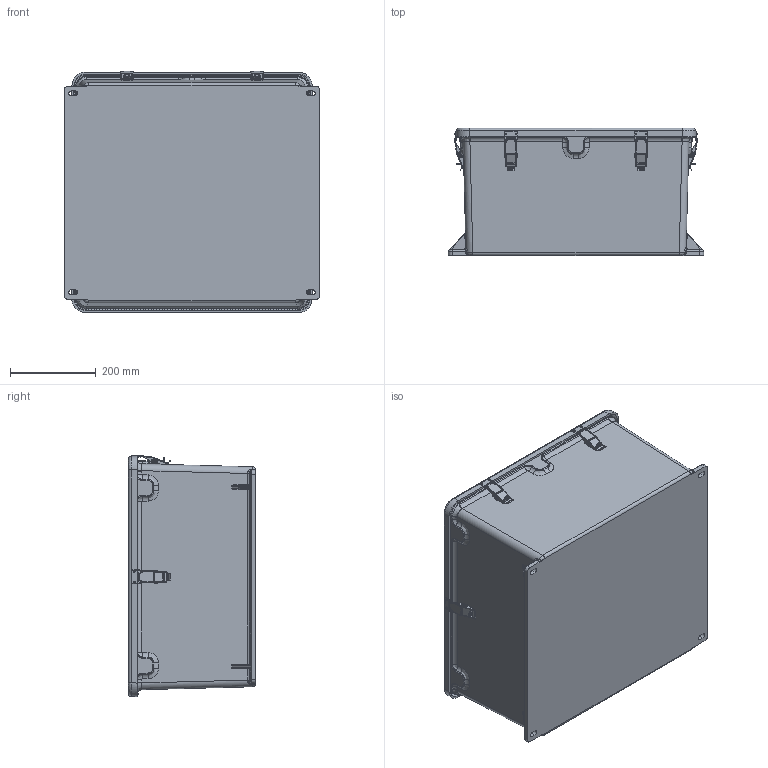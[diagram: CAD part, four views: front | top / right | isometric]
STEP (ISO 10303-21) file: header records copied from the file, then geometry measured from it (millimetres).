
FILE_DESCRIPTION (( 'STEP AP214' ), '1' );
FILE_NAME ('M2020HPL.STEP', '2018-11-07T20:36:15', ( '' ), ( '' ), 'SwSTEP 2.0', 'SolidWorks 2018', '' );
FILE_SCHEMA (( 'AUTOMOTIVE_DESIGN' ));
Length unit declared in the file: inch
Products named in the file (1): M2020HPL
Bounding box: 596.9 x 297.21 x 564.47 mm (x, y, z)
Volume: 7125337.8 mm3; surface area: 2644300.3 mm2
Topology: 62 solids, 62 shells, 2139 faces, 5433 edges, 3418 vertices
Faces by surface type: cylinder 878, plane 803, bspline 400, cone 58
Full cylindrical faces by diameter (mm): 2.159 x79, 2.64 x28, 3.048 x4, 3.175 x28, 3.302 x8, 3.327 x12, 3.429 x36, 3.531 x28, 3.556 x8, 4.306 x8, 5.182 x4, 7.62 x8, 7.874 x2, 7.937 x2, 7.938 x2, 9.525 x4, 9.931 x4
Entity records: 112879 total; most frequent: CARTESIAN_POINT 37087, ORIENTED_EDGE 9780, DIRECTION 8792, EDGE_CURVE 4890, VERTEX_POINT 3274, AXIS2_PLACEMENT_3D 3180, EDGE_LOOP 2948, FACE_OUTER_BOUND 2460
